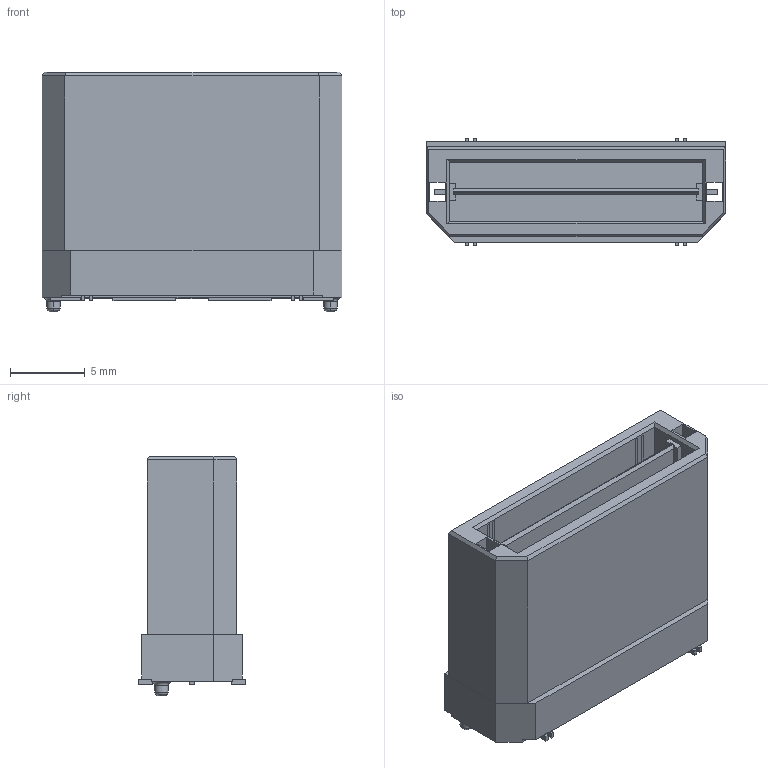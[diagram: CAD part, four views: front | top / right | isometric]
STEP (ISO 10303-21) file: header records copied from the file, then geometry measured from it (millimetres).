
FILE_DESCRIPTION((''),'2;1');
FILE_NAME('SAMTEC_QTH-030-04-L-D-A.stp','2013-10-03T16:53:46',(''),(''),'Mechanical Desktop 2011','Mechanical Desktop 2011',', , ');
FILE_SCHEMA(('AUTOMOTIVE_DESIGN { 1 2 10303 214 1 1 1 1 }'));
Length unit declared in the file: millimetre
Products named in the file (1): Product
Bounding box: 20 x 7.14 x 15.99 mm (x, y, z)
Volume: 1611.3 mm3; surface area: 1606.6 mm2
Topology: 21 solids, 21 shells, 220 faces, 512 edges, 334 vertices
Faces by surface type: plane 164, bspline 48, cylinder 4, torus 4
Entity records: 6339 total; most frequent: CARTESIAN_POINT 1375, ORIENTED_EDGE 1024, DIRECTION 882, EDGE_CURVE 512, VECTOR 488, LINE 488, VERTEX_POINT 334, EDGE_LOOP 228
